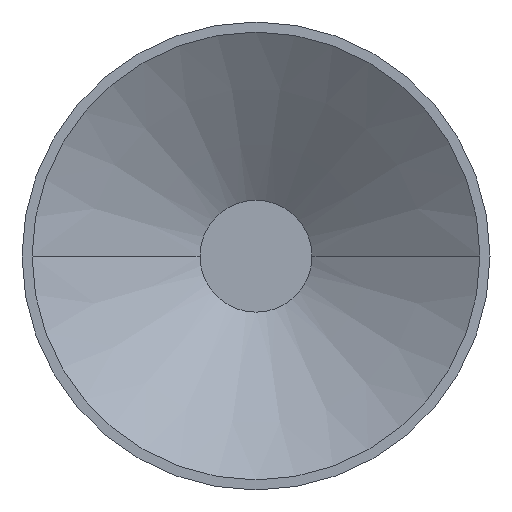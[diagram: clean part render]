
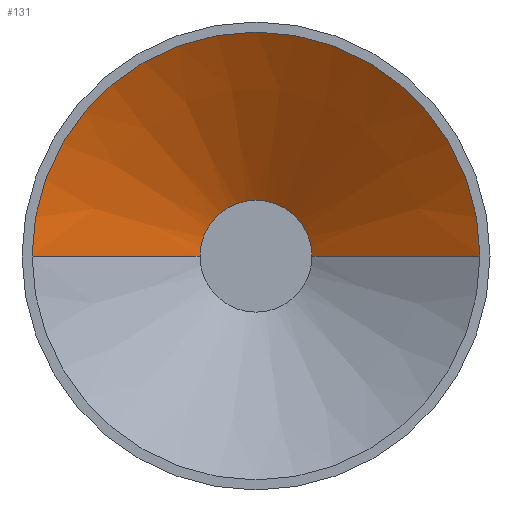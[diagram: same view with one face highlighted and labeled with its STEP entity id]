
A CAD part, top view. The second image highlights one B-rep face of the part: STEP entity #131.
In plain terms, the highlighted conical face has half-angle 56.225 degrees and reference radius 40 mm.
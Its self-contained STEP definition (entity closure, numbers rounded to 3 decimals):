
#5 = VECTOR ( 'NONE', #127, 1000. ) ;
#9 = CIRCLE ( 'NONE', #242, 40. ) ;
#13 = DIRECTION ( 'NONE',  ( -1., 0., 0. ) ) ;
#14 = CARTESIAN_POINT ( 'NONE',  ( -10., 0., -20. ) ) ;
#18 = AXIS2_PLACEMENT_3D ( 'NONE', #67, #93, #72 ) ;
#30 = VERTEX_POINT ( 'NONE', #14 ) ;
#35 = CARTESIAN_POINT ( 'NONE',  ( 40., 0., 0.064 ) ) ;
#52 = CARTESIAN_POINT ( 'NONE',  ( 0., 0., -20. ) ) ;
#57 = DIRECTION ( 'NONE',  ( -1., 0., 0. ) ) ;
#58 = VECTOR ( 'NONE', #110, 1000. ) ;
#64 = VERTEX_POINT ( 'NONE', #231 ) ;
#66 = EDGE_CURVE ( 'NONE', #109, #64, #186, .T. ) ;
#67 = CARTESIAN_POINT ( 'NONE',  ( 0., 0., 0.064 ) ) ;
#72 = DIRECTION ( 'NONE',  ( 1., 0., 0. ) ) ;
#78 = ORIENTED_EDGE ( 'NONE', *, *, #81, .F. ) ;
#80 = ORIENTED_EDGE ( 'NONE', *, *, #220, .F. ) ;
#81 = EDGE_CURVE ( 'NONE', #30, #225, #108, .T. ) ;
#87 = CIRCLE ( 'NONE', #229, 10. ) ;
#88 = CARTESIAN_POINT ( 'NONE',  ( 10., 0., -20. ) ) ;
#93 = DIRECTION ( 'NONE',  ( 0., 0., 1. ) ) ;
#108 = LINE ( 'NONE', #146, #58 ) ;
#109 = VERTEX_POINT ( 'NONE', #88 ) ;
#110 = DIRECTION ( 'NONE',  ( -0.831, 0., 0.556 ) ) ;
#116 = DIRECTION ( 'NONE',  ( 0., 0., -1. ) ) ;
#117 = CARTESIAN_POINT ( 'NONE',  ( 0., 0., 0.064 ) ) ;
#119 = ORIENTED_EDGE ( 'NONE', *, *, #154, .T. ) ;
#123 = DIRECTION ( 'NONE',  ( 0., 0., -1. ) ) ;
#125 = FACE_OUTER_BOUND ( 'NONE', #156, .T. ) ;
#126 = CONICAL_SURFACE ( 'NONE', #18, 40., 0.981 ) ;
#127 = DIRECTION ( 'NONE',  ( 0.831, 0., 0.556 ) ) ;
#131 = ADVANCED_FACE ( 'NONE', ( #125 ), #126, .F. ) ;
#146 = CARTESIAN_POINT ( 'NONE',  ( -40., 0., 0.064 ) ) ;
#154 = EDGE_CURVE ( 'NONE', #30, #109, #87, .T. ) ;
#156 = EDGE_LOOP ( 'NONE', ( #78, #119, #177, #80 ) ) ;
#177 = ORIENTED_EDGE ( 'NONE', *, *, #66, .T. ) ;
#186 = LINE ( 'NONE', #35, #5 ) ;
#213 = CARTESIAN_POINT ( 'NONE',  ( -40., 0., 0.064 ) ) ;
#220 = EDGE_CURVE ( 'NONE', #225, #64, #9, .T. ) ;
#225 = VERTEX_POINT ( 'NONE', #213 ) ;
#229 = AXIS2_PLACEMENT_3D ( 'NONE', #52, #123, #13 ) ;
#231 = CARTESIAN_POINT ( 'NONE',  ( 40., 0., 0.064 ) ) ;
#242 = AXIS2_PLACEMENT_3D ( 'NONE', #117, #116, #57 ) ;
